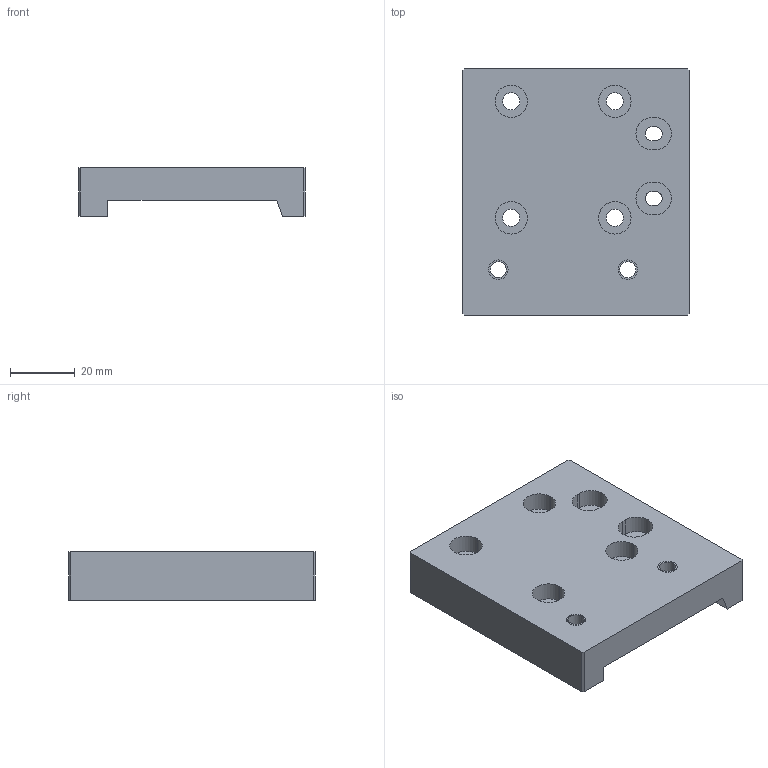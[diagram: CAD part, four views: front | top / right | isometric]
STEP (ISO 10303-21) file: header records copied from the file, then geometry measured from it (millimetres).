
FILE_DESCRIPTION((''),'2;1');
FILE_NAME('50-002019-00105','2020-01-08T18:05:52',('t.kolegar'),('Mechatronic Design & Solutions s.r.o.'),'CREO PARAMETRIC BY PTC INC, 2018020','CREO PARAMETRIC BY PTC INC, 2018020','');
FILE_SCHEMA(('CONFIG_CONTROL_DESIGN'));
Length unit declared in the file: millimetre
Products named in the file (1): 50-002019-00105
Bounding box: 70 x 76 x 15 mm (x, y, z)
Volume: 55906.1 mm3; surface area: 17015.2 mm2
Topology: 1 solids, 3 shells, 61 faces, 189 edges, 150 vertices
Faces by surface type: cylinder 32, plane 29
Entity records: 2173 total; most frequent: DIRECTION 381, CARTESIAN_POINT 379, ORIENTED_EDGE 332, EDGE_CURVE 172, AXIS2_PLACEMENT_3D 132, VECTOR 117, LINE 117, VERTEX_POINT 116
